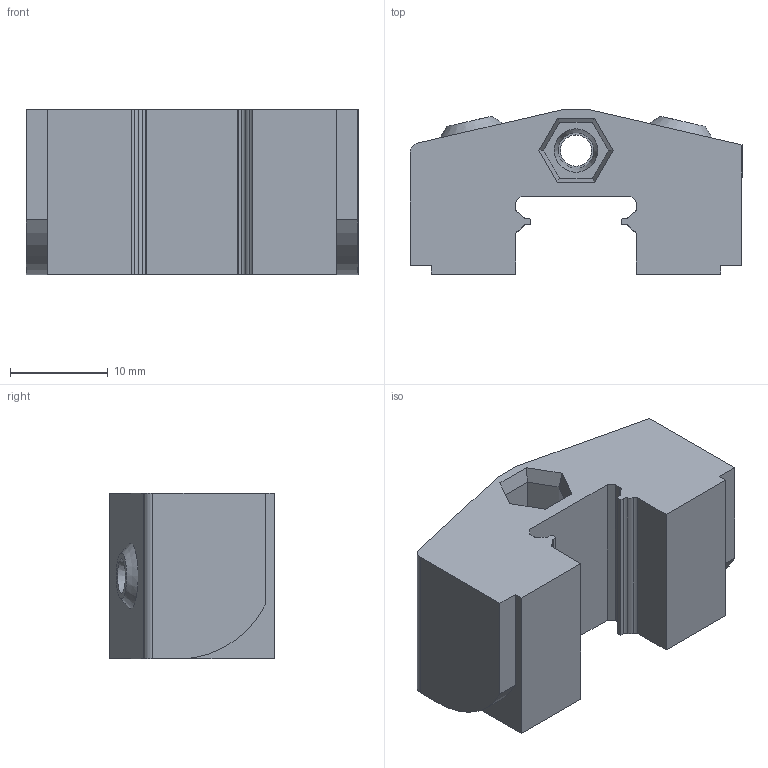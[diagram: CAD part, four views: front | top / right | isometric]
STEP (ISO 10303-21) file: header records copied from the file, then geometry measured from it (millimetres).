
FILE_DESCRIPTION(/* description */ (''),/* implementation_level */ '2;1');
FILE_NAME(/* name */ 'End Holder Block - Tensioning Mod, 1 part, moving ledges.stp',/* time_stamp */ '2022-07-17T23:20:18+01:00',/* author */ (''),/* organization */ (''),/* preprocessor_version */ 'ST-DEVELOPER v18.1',/* originating_system */ 'SIEMENS PLM Software NX 1961',/* authorisation */ '');
FILE_SCHEMA (('AUTOMOTIVE_DESIGN { 1 0 10303 214 3 1 1 1 }'));
Length unit declared in the file: millimetre
Products named in the file (1): harr66AC5C556dmd
Bounding box: 34 x 16.88 x 17 mm (x, y, z)
Volume: 6654.5 mm3; surface area: 3141.5 mm2
Topology: 1 solids, 1 shells, 72 faces, 186 edges, 122 vertices
Faces by surface type: plane 44, cylinder 23, cone 5
Full cylindrical faces by diameter (mm): 2.7 x2, 3.2 x1, 3.65 x1
Entity records: 2159 total; most frequent: DIRECTION 373, CARTESIAN_POINT 366, ORIENTED_EDGE 348, EDGE_CURVE 174, AXIS2_PLACEMENT_3D 126, LINE 121, VECTOR 121, VERTEX_POINT 119
